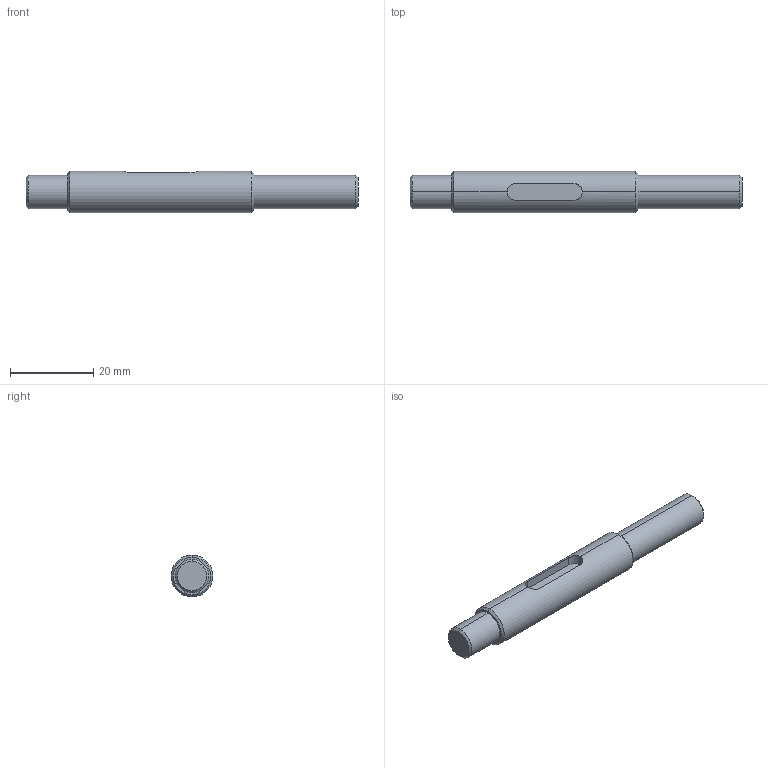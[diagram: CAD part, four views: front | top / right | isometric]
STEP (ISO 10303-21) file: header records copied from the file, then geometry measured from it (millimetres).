
FILE_DESCRIPTION (( 'STEP AP214' ), '1' );
FILE_NAME ('XW-USI-019-Aa-axe-moteur.STEP', '2020-05-25T07:04:23', ( '' ), ( '' ), 'SwSTEP 2.0', 'SolidWorks 2016', '' );
FILE_SCHEMA (( 'AUTOMOTIVE_DESIGN' ));
Length unit declared in the file: millimetre
Products named in the file (1): XW-USI-019-Aa-axe-moteur
Bounding box: 79.8 x 10 x 10 mm (x, y, z)
Volume: 5101.8 mm3; surface area: 2495 mm2
Topology: 1 solids, 1 shells, 25 faces, 53 edges, 32 vertices
Faces by surface type: cylinder 10, cone 8, plane 7
Entity records: 757 total; most frequent: CARTESIAN_POINT 171, DIRECTION 125, ORIENTED_EDGE 106, EDGE_CURVE 53, AXIS2_PLACEMENT_3D 50, VERTEX_POINT 32, EDGE_LOOP 27, FACE_OUTER_BOUND 25
